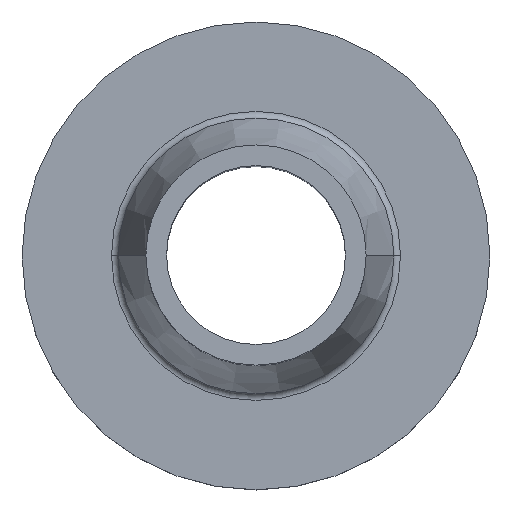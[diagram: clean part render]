
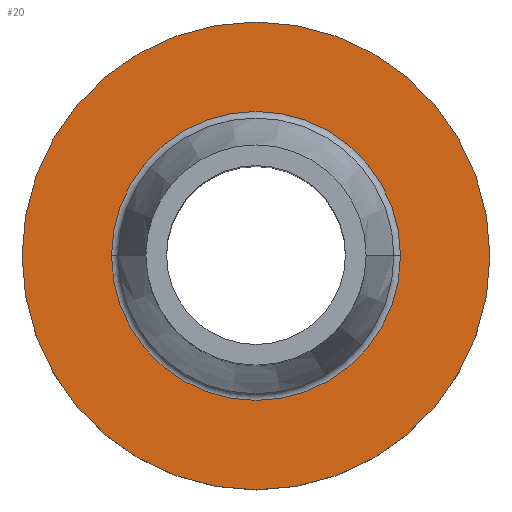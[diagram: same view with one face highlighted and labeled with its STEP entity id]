
A CAD part, top view. The second image highlights one B-rep face of the part: STEP entity #20.
In plain terms, the highlighted planar face has unit normal (0, 0, 1).
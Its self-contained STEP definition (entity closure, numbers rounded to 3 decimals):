
#20 = ADVANCED_FACE ( 'NONE', ( #190, #102 ), #472, .T. ) ;
#36 = VERTEX_POINT ( 'NONE', #479 ) ;
#41 = DIRECTION ( 'NONE',  ( -1., 0., 0. ) ) ;
#83 = AXIS2_PLACEMENT_3D ( 'NONE', #473, #141, #432 ) ;
#89 = ORIENTED_EDGE ( 'NONE', *, *, #328, .F. ) ;
#99 = EDGE_CURVE ( 'NONE', #36, #317, #376, .T. ) ;
#102 = FACE_OUTER_BOUND ( 'NONE', #161, .T. ) ;
#104 = CIRCLE ( 'NONE', #478, 21. ) ;
#110 = CARTESIAN_POINT ( 'NONE',  ( 34., 0., 10. ) ) ;
#128 = AXIS2_PLACEMENT_3D ( 'NONE', #338, #150, #363 ) ;
#133 = ORIENTED_EDGE ( 'NONE', *, *, #99, .F. ) ;
#141 = DIRECTION ( 'NONE',  ( 0., 0., -1. ) ) ;
#143 = AXIS2_PLACEMENT_3D ( 'NONE', #171, #301, #177 ) ;
#150 = DIRECTION ( 'NONE',  ( 0., 0., 1. ) ) ;
#151 = CARTESIAN_POINT ( 'NONE',  ( 0., 0., 10. ) ) ;
#161 = EDGE_LOOP ( 'NONE', ( #133, #89 ) ) ;
#171 = CARTESIAN_POINT ( 'NONE',  ( 0., 0., 10. ) ) ;
#177 = DIRECTION ( 'NONE',  ( -1., 0., 0. ) ) ;
#190 = FACE_BOUND ( 'NONE', #258, .T. ) ;
#198 = CARTESIAN_POINT ( 'NONE',  ( -21., 0., 10. ) ) ;
#235 = EDGE_CURVE ( 'NONE', #481, #451, #296, .T. ) ;
#240 = CARTESIAN_POINT ( 'NONE',  ( 21., 0., 10. ) ) ;
#258 = EDGE_LOOP ( 'NONE', ( #370, #260 ) ) ;
#260 = ORIENTED_EDGE ( 'NONE', *, *, #420, .T. ) ;
#269 = CARTESIAN_POINT ( 'NONE',  ( 0., 0., 10. ) ) ;
#296 = CIRCLE ( 'NONE', #83, 21. ) ;
#301 = DIRECTION ( 'NONE',  ( 0., 0., -1. ) ) ;
#307 = DIRECTION ( 'NONE',  ( 0., 0., -1. ) ) ;
#317 = VERTEX_POINT ( 'NONE', #110 ) ;
#328 = EDGE_CURVE ( 'NONE', #317, #36, #342, .T. ) ;
#338 = CARTESIAN_POINT ( 'NONE',  ( 0., 34., 10. ) ) ;
#342 = CIRCLE ( 'NONE', #464, 34. ) ;
#363 = DIRECTION ( 'NONE',  ( 1., 0., 0. ) ) ;
#370 = ORIENTED_EDGE ( 'NONE', *, *, #235, .T. ) ;
#374 = DIRECTION ( 'NONE',  ( -1., 0., 0. ) ) ;
#376 = CIRCLE ( 'NONE', #143, 34. ) ;
#420 = EDGE_CURVE ( 'NONE', #451, #481, #104, .T. ) ;
#421 = DIRECTION ( 'NONE',  ( 0., 0., -1. ) ) ;
#432 = DIRECTION ( 'NONE',  ( -1., 0., 0. ) ) ;
#451 = VERTEX_POINT ( 'NONE', #240 ) ;
#464 = AXIS2_PLACEMENT_3D ( 'NONE', #151, #307, #41 ) ;
#472 = PLANE ( 'NONE',  #128 ) ;
#473 = CARTESIAN_POINT ( 'NONE',  ( 0., 0., 10. ) ) ;
#478 = AXIS2_PLACEMENT_3D ( 'NONE', #269, #421, #374 ) ;
#479 = CARTESIAN_POINT ( 'NONE',  ( -34., 0., 10. ) ) ;
#481 = VERTEX_POINT ( 'NONE', #198 ) ;
